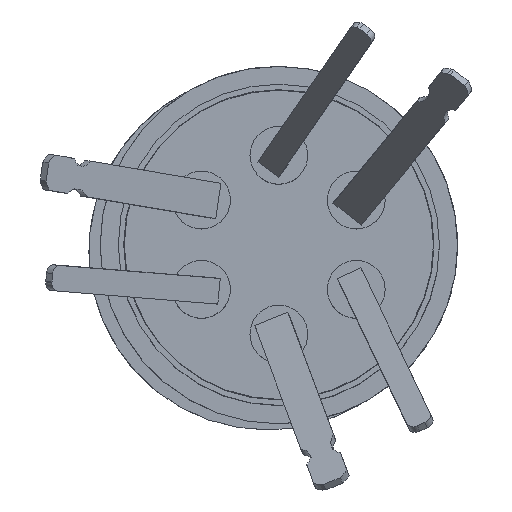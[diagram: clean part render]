
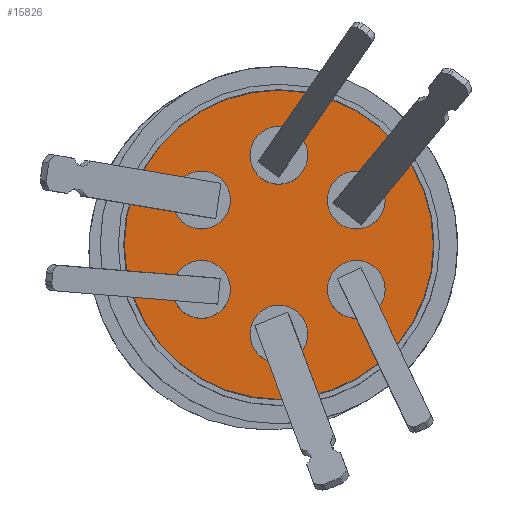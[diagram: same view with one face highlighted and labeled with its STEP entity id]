
A CAD part, top view. The second image highlights one B-rep face of the part: STEP entity #15826.
In plain terms, the highlighted planar face has unit normal (0, 0, 1).
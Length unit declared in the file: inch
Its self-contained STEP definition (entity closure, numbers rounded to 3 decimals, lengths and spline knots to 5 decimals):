
#1396 = CARTESIAN_POINT ( 'NONE',  ( 0.03921, 0.02127, 0.05 ) ) ;
#1397 = DIRECTION ( 'NONE',  ( 0., 0., -1. ) ) ;
#1398 = DIRECTION ( 'NONE',  ( -1., 0., 0. ) ) ;
#1425 = CARTESIAN_POINT ( 'NONE',  ( 0.30985, -0.13498, 0.05 ) ) ;
#1426 = DIRECTION ( 'NONE',  ( 0., 0., -1. ) ) ;
#1427 = DIRECTION ( 'NONE',  ( 0., 1., 0. ) ) ;
#1437 = CARTESIAN_POINT ( 'NONE',  ( 0.30985, 0.17752, 0.05 ) ) ;
#1438 = DIRECTION ( 'NONE',  ( 0., 0., -1. ) ) ;
#1439 = DIRECTION ( 'NONE',  ( -1., 0., 0. ) ) ;
#1449 = CARTESIAN_POINT ( 'NONE',  ( -0.23142, 0.17752, 0.05 ) ) ;
#1450 = DIRECTION ( 'NONE',  ( 0., 0., -1. ) ) ;
#1451 = DIRECTION ( 'NONE',  ( 0., 1., 0. ) ) ;
#1464 = CARTESIAN_POINT ( 'NONE',  ( -0.23142, -0.13498, 0.05 ) ) ;
#1465 = DIRECTION ( 'NONE',  ( 0., 0., -1. ) ) ;
#1466 = DIRECTION ( 'NONE',  ( 0., 1., 0. ) ) ;
#1476 = CARTESIAN_POINT ( 'NONE',  ( 0.03921, 0.33377, 0.05 ) ) ;
#1477 = DIRECTION ( 'NONE',  ( 0., 0., -1. ) ) ;
#1478 = DIRECTION ( 'NONE',  ( 0., 1., 0. ) ) ;
#1489 = CARTESIAN_POINT ( 'NONE',  ( 0.03921, -0.29123, 0.05 ) ) ;
#1490 = DIRECTION ( 'NONE',  ( 0., 0., -1. ) ) ;
#1491 = DIRECTION ( 'NONE',  ( 0., 1., 0. ) ) ;
#1773 = AXIS2_PLACEMENT_3D ( 'NONE', #1489, #1490, #1491 ) ;
#1775 = CIRCLE ( 'NONE', #1773, 0.101 ) ;
#1778 = AXIS2_PLACEMENT_3D ( 'NONE', #1476, #1477, #1478 ) ;
#1780 = CIRCLE ( 'NONE', #1778, 0.101 ) ;
#1785 = AXIS2_PLACEMENT_3D ( 'NONE', #1464, #1465, #1466 ) ;
#1787 = CIRCLE ( 'NONE', #1785, 0.101 ) ;
#1792 = AXIS2_PLACEMENT_3D ( 'NONE', #1449, #1450, #1451 ) ;
#1794 = CIRCLE ( 'NONE', #1792, 0.101 ) ;
#1798 = AXIS2_PLACEMENT_3D ( 'NONE', #1437, #1438, #1439 ) ;
#1800 = CIRCLE ( 'NONE', #1798, 0.101 ) ;
#1804 = AXIS2_PLACEMENT_3D ( 'NONE', #1425, #1426, #1427 ) ;
#1806 = CIRCLE ( 'NONE', #1804, 0.101 ) ;
#1819 = AXIS2_PLACEMENT_3D ( 'NONE', #1396, #1397, #1398 ) ;
#1821 = CIRCLE ( 'NONE', #1819, 0.5405 ) ;
#2315 = AXIS2_PLACEMENT_3D ( 'NONE', #16610, #16612, #16613 ) ;
#2920 = EDGE_CURVE ( 'NONE', #9602, #9601, #10437, .T. ) ;
#2921 = EDGE_CURVE ( 'NONE', #9598, #9597, #10407, .T. ) ;
#2922 = EDGE_CURVE ( 'NONE', #9594, #9593, #10396, .T. ) ;
#2923 = EDGE_CURVE ( 'NONE', #9590, #9589, #10311, .T. ) ;
#2924 = EDGE_CURVE ( 'NONE', #9586, #9585, #10333, .T. ) ;
#2925 = EDGE_CURVE ( 'NONE', #9582, #9581, #10303, .T. ) ;
#2927 = EDGE_CURVE ( 'NONE', #9573, #9562, #10567, .T. ) ;
#3739 = ORIENTED_EDGE ( 'NONE', *, *, #2920, .T. ) ;
#3740 = ORIENTED_EDGE ( 'NONE', *, *, #16162, .T. ) ;
#3741 = ORIENTED_EDGE ( 'NONE', *, *, #2921, .T. ) ;
#3742 = ORIENTED_EDGE ( 'NONE', *, *, #16158, .T. ) ;
#3743 = ORIENTED_EDGE ( 'NONE', *, *, #2922, .T. ) ;
#3744 = ORIENTED_EDGE ( 'NONE', *, *, #16154, .T. ) ;
#3745 = ORIENTED_EDGE ( 'NONE', *, *, #2927, .F. ) ;
#3746 = ORIENTED_EDGE ( 'NONE', *, *, #16131, .F. ) ;
#3747 = ORIENTED_EDGE ( 'NONE', *, *, #2923, .T. ) ;
#3748 = ORIENTED_EDGE ( 'NONE', *, *, #16149, .T. ) ;
#3749 = ORIENTED_EDGE ( 'NONE', *, *, #2924, .T. ) ;
#3750 = ORIENTED_EDGE ( 'NONE', *, *, #16145, .T. ) ;
#3751 = ORIENTED_EDGE ( 'NONE', *, *, #2925, .T. ) ;
#3752 = ORIENTED_EDGE ( 'NONE', *, *, #16141, .T. ) ;
#4678 = EDGE_LOOP ( 'NONE', ( #3746, #3745 ) ) ;
#4689 = EDGE_LOOP ( 'NONE', ( #3748, #3747 ) ) ;
#4690 = EDGE_LOOP ( 'NONE', ( #3750, #3749 ) ) ;
#4699 = EDGE_LOOP ( 'NONE', ( #3752, #3751 ) ) ;
#4701 = EDGE_LOOP ( 'NONE', ( #3744, #3743 ) ) ;
#4702 = EDGE_LOOP ( 'NONE', ( #3740, #3739 ) ) ;
#4703 = EDGE_LOOP ( 'NONE', ( #3742, #3741 ) ) ;
#9562 = VERTEX_POINT ( 'NONE', #11698 ) ;
#9573 = VERTEX_POINT ( 'NONE', #11709 ) ;
#9581 = VERTEX_POINT ( 'NONE', #11717 ) ;
#9582 = VERTEX_POINT ( 'NONE', #11718 ) ;
#9585 = VERTEX_POINT ( 'NONE', #11721 ) ;
#9586 = VERTEX_POINT ( 'NONE', #11722 ) ;
#9589 = VERTEX_POINT ( 'NONE', #11725 ) ;
#9590 = VERTEX_POINT ( 'NONE', #11726 ) ;
#9593 = VERTEX_POINT ( 'NONE', #11729 ) ;
#9594 = VERTEX_POINT ( 'NONE', #11730 ) ;
#9597 = VERTEX_POINT ( 'NONE', #11733 ) ;
#9598 = VERTEX_POINT ( 'NONE', #11734 ) ;
#9601 = VERTEX_POINT ( 'NONE', #11737 ) ;
#9602 = VERTEX_POINT ( 'NONE', #11738 ) ;
#10303 = CIRCLE ( 'NONE', #10568, 0.101 ) ;
#10311 = CIRCLE ( 'NONE', #10329, 0.101 ) ;
#10321 = AXIS2_PLACEMENT_3D ( 'NONE', #15307, #15308, #15309 ) ;
#10329 = AXIS2_PLACEMENT_3D ( 'NONE', #15316, #15317, #15318 ) ;
#10333 = CIRCLE ( 'NONE', #10566, 0.101 ) ;
#10352 = AXIS2_PLACEMENT_3D ( 'NONE', #15310, #15311, #15312 ) ;
#10396 = CIRCLE ( 'NONE', #10563, 0.101 ) ;
#10407 = CIRCLE ( 'NONE', #10352, 0.101 ) ;
#10437 = CIRCLE ( 'NONE', #10321, 0.101 ) ;
#10563 = AXIS2_PLACEMENT_3D ( 'NONE', #15313, #15314, #15315 ) ;
#10566 = AXIS2_PLACEMENT_3D ( 'NONE', #15319, #15320, #15321 ) ;
#10567 = CIRCLE ( 'NONE', #10572, 0.5405 ) ;
#10568 = AXIS2_PLACEMENT_3D ( 'NONE', #15322, #15323, #15324 ) ;
#10572 = AXIS2_PLACEMENT_3D ( 'NONE', #15328, #15329, #15330 ) ;
#11698 = CARTESIAN_POINT ( 'NONE',  ( -0.50129, 0.02127, 0.05 ) ) ;
#11709 = CARTESIAN_POINT ( 'NONE',  ( 0.57971, 0.02127, 0.05 ) ) ;
#11717 = CARTESIAN_POINT ( 'NONE',  ( 0.30985, -0.03398, 0.05 ) ) ;
#11718 = CARTESIAN_POINT ( 'NONE',  ( 0.30985, -0.23598, 0.05 ) ) ;
#11721 = CARTESIAN_POINT ( 'NONE',  ( 0.20885, 0.17752, 0.05 ) ) ;
#11722 = CARTESIAN_POINT ( 'NONE',  ( 0.41085, 0.17752, 0.05 ) ) ;
#11725 = CARTESIAN_POINT ( 'NONE',  ( -0.23142, 0.27852, 0.05 ) ) ;
#11726 = CARTESIAN_POINT ( 'NONE',  ( -0.23142, 0.07652, 0.05 ) ) ;
#11729 = CARTESIAN_POINT ( 'NONE',  ( -0.23142, -0.03398, 0.05 ) ) ;
#11730 = CARTESIAN_POINT ( 'NONE',  ( -0.23142, -0.23598, 0.05 ) ) ;
#11733 = CARTESIAN_POINT ( 'NONE',  ( 0.03921, 0.43477, 0.05 ) ) ;
#11734 = CARTESIAN_POINT ( 'NONE',  ( 0.03921, 0.23277, 0.05 ) ) ;
#11737 = CARTESIAN_POINT ( 'NONE',  ( 0.03921, -0.19023, 0.05 ) ) ;
#11738 = CARTESIAN_POINT ( 'NONE',  ( 0.03921, -0.39223, 0.05 ) ) ;
#15307 = CARTESIAN_POINT ( 'NONE',  ( 0.03921, -0.29123, 0.05 ) ) ;
#15308 = DIRECTION ( 'NONE',  ( 0., 0., -1. ) ) ;
#15309 = DIRECTION ( 'NONE',  ( 0., 1., 0. ) ) ;
#15310 = CARTESIAN_POINT ( 'NONE',  ( 0.03921, 0.33377, 0.05 ) ) ;
#15311 = DIRECTION ( 'NONE',  ( 0., 0., -1. ) ) ;
#15312 = DIRECTION ( 'NONE',  ( 0., 1., 0. ) ) ;
#15313 = CARTESIAN_POINT ( 'NONE',  ( -0.23142, -0.13498, 0.05 ) ) ;
#15314 = DIRECTION ( 'NONE',  ( 0., 0., -1. ) ) ;
#15315 = DIRECTION ( 'NONE',  ( 0., 1., 0. ) ) ;
#15316 = CARTESIAN_POINT ( 'NONE',  ( -0.23142, 0.17752, 0.05 ) ) ;
#15317 = DIRECTION ( 'NONE',  ( 0., 0., -1. ) ) ;
#15318 = DIRECTION ( 'NONE',  ( 0., 1., 0. ) ) ;
#15319 = CARTESIAN_POINT ( 'NONE',  ( 0.30985, 0.17752, 0.05 ) ) ;
#15320 = DIRECTION ( 'NONE',  ( 0., 0., -1. ) ) ;
#15321 = DIRECTION ( 'NONE',  ( -1., 0., 0. ) ) ;
#15322 = CARTESIAN_POINT ( 'NONE',  ( 0.30985, -0.13498, 0.05 ) ) ;
#15323 = DIRECTION ( 'NONE',  ( 0., 0., -1. ) ) ;
#15324 = DIRECTION ( 'NONE',  ( 0., 1., 0. ) ) ;
#15328 = CARTESIAN_POINT ( 'NONE',  ( 0.03921, 0.02127, 0.05 ) ) ;
#15329 = DIRECTION ( 'NONE',  ( 0., 0., -1. ) ) ;
#15330 = DIRECTION ( 'NONE',  ( -1., 0., 0. ) ) ;
#15826 = ADVANCED_FACE ( 'NONE', ( #16603, #16605, #16607, #16609, #16602, #16604, #16606 ), #16611, .T. ) ;
#16131 = EDGE_CURVE ( 'NONE', #9562, #9573, #1821, .T. ) ;
#16141 = EDGE_CURVE ( 'NONE', #9581, #9582, #1806, .T. ) ;
#16145 = EDGE_CURVE ( 'NONE', #9585, #9586, #1800, .T. ) ;
#16149 = EDGE_CURVE ( 'NONE', #9589, #9590, #1794, .T. ) ;
#16154 = EDGE_CURVE ( 'NONE', #9593, #9594, #1787, .T. ) ;
#16158 = EDGE_CURVE ( 'NONE', #9597, #9598, #1780, .T. ) ;
#16162 = EDGE_CURVE ( 'NONE', #9601, #9602, #1775, .T. ) ;
#16602 = FACE_BOUND ( 'NONE', #4701, .T. ) ;
#16603 = FACE_BOUND ( 'NONE', #4699, .T. ) ;
#16604 = FACE_BOUND ( 'NONE', #4703, .T. ) ;
#16605 = FACE_BOUND ( 'NONE', #4690, .T. ) ;
#16606 = FACE_BOUND ( 'NONE', #4702, .T. ) ;
#16607 = FACE_BOUND ( 'NONE', #4689, .T. ) ;
#16609 = FACE_OUTER_BOUND ( 'NONE', #4678, .T. ) ;
#16610 = CARTESIAN_POINT ( 'NONE',  ( 0.03921, 0.02127, 0.05 ) ) ;
#16611 = PLANE ( 'NONE',  #2315 ) ;
#16612 = DIRECTION ( 'NONE',  ( 0., 0., 1. ) ) ;
#16613 = DIRECTION ( 'NONE',  ( 1., 0., 0. ) ) ;
